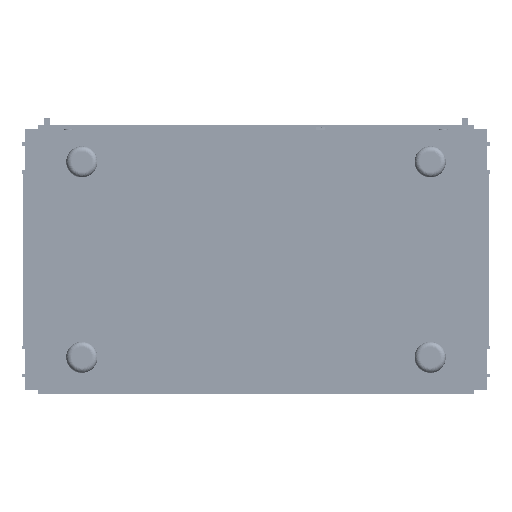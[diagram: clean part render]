
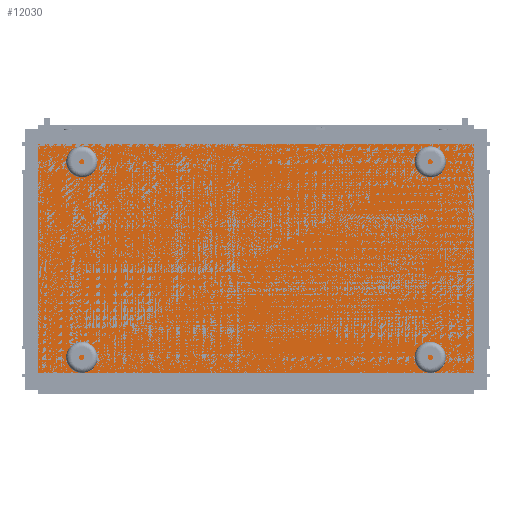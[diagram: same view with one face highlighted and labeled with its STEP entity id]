
A CAD part, front view. The second image highlights one B-rep face of the part: STEP entity #12030.
In plain terms, the highlighted planar face has unit normal (0, -1, 0).
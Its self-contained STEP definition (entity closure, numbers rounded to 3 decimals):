
#238 = EDGE_CURVE ( 'NONE', #34001, #26682, #31531, .T. ) ;
#299 = FACE_OUTER_BOUND ( 'NONE', #21973, .T. ) ;
#1917 = LINE ( 'NONE', #5037, #17765 ) ;
#2380 = CARTESIAN_POINT ( 'NONE',  ( 840., 0., 440. ) ) ;
#5037 = CARTESIAN_POINT ( 'NONE',  ( 840., 0., 0. ) ) ;
#5547 = CARTESIAN_POINT ( 'NONE',  ( 0., 0., 440. ) ) ;
#5944 = CARTESIAN_POINT ( 'NONE',  ( 0., 0., 440. ) ) ;
#5987 = VECTOR ( 'NONE', #20546, 1000. ) ;
#6344 = LINE ( 'NONE', #24740, #40339 ) ;
#9162 = CARTESIAN_POINT ( 'NONE',  ( 840., 0., 0. ) ) ;
#9303 = VERTEX_POINT ( 'NONE', #5944 ) ;
#12030 = ADVANCED_FACE ( 'NONE', ( #299 ), #43032, .F. ) ;
#13190 = DIRECTION ( 'NONE',  ( 1., 0., 0. ) ) ;
#13295 = EDGE_CURVE ( 'NONE', #26682, #9303, #6344, .T. ) ;
#13610 = CARTESIAN_POINT ( 'NONE',  ( 0., 0., 0. ) ) ;
#14867 = CARTESIAN_POINT ( 'NONE',  ( 0., 0., 440. ) ) ;
#15139 = EDGE_CURVE ( 'NONE', #9303, #44017, #16772, .T. ) ;
#16484 = DIRECTION ( 'NONE',  ( 0., 0., -1. ) ) ;
#16772 = LINE ( 'NONE', #5547, #30616 ) ;
#17765 = VECTOR ( 'NONE', #16484, 1000. ) ;
#20546 = DIRECTION ( 'NONE',  ( -1., 0., 0. ) ) ;
#20632 = ORIENTED_EDGE ( 'NONE', *, *, #15139, .F. ) ;
#21973 = EDGE_LOOP ( 'NONE', ( #37186, #22467, #24428, #20632 ) ) ;
#22467 = ORIENTED_EDGE ( 'NONE', *, *, #238, .F. ) ;
#24428 = ORIENTED_EDGE ( 'NONE', *, *, #40327, .F. ) ;
#24740 = CARTESIAN_POINT ( 'NONE',  ( 0., 0., 0. ) ) ;
#26682 = VERTEX_POINT ( 'NONE', #36924 ) ;
#29424 = DIRECTION ( 'NONE',  ( 0., 1., 0. ) ) ;
#30616 = VECTOR ( 'NONE', #13190, 1000. ) ;
#31531 = LINE ( 'NONE', #13610, #5987 ) ;
#31900 = AXIS2_PLACEMENT_3D ( 'NONE', #14867, #29424, #46830 ) ;
#34001 = VERTEX_POINT ( 'NONE', #9162 ) ;
#36924 = CARTESIAN_POINT ( 'NONE',  ( 0., 0., 0. ) ) ;
#37186 = ORIENTED_EDGE ( 'NONE', *, *, #13295, .F. ) ;
#39281 = DIRECTION ( 'NONE',  ( 0., 0., 1. ) ) ;
#40327 = EDGE_CURVE ( 'NONE', #44017, #34001, #1917, .T. ) ;
#40339 = VECTOR ( 'NONE', #39281, 1000. ) ;
#43032 = PLANE ( 'NONE',  #31900 ) ;
#44017 = VERTEX_POINT ( 'NONE', #2380 ) ;
#46830 = DIRECTION ( 'NONE',  ( 0., 0., 1. ) ) ;
